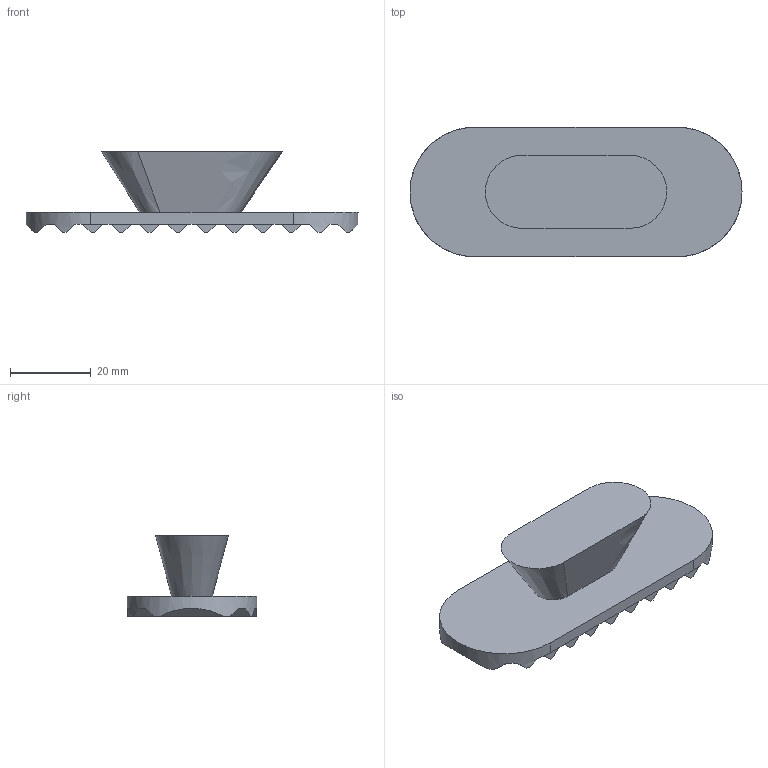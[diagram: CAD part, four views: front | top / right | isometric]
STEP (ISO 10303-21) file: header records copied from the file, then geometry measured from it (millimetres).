
FILE_DESCRIPTION(/* description */ (''),/* implementation_level */ '2;1');
FILE_NAME(/* name */ 'Cleat.step',/* time_stamp */ '2017-11-08T10:37:48+00:00',/* author */ (''),/* organization */ (''),/* preprocessor_version */ 'ST-DEVELOPER v16.13',/* originating_system */ 'Autodesk Translation Framework v6.5.0.72',/* authorisation */ '');
FILE_SCHEMA (('AUTOMOTIVE_DESIGN { 1 0 10303 214 3 1 1 }'));
Length unit declared in the file: millimetre
Products named in the file (1): Cleat
Bounding box: 82 x 32 x 20 mm (x, y, z)
Volume: 16105.5 mm3; surface area: 8032.4 mm2
Topology: 1 solids, 1 shells, 75 faces, 180 edges, 108 vertices
Faces by surface type: plane 71, bspline 2, cylinder 2
Entity records: 2932 total; most frequent: CARTESIAN_POINT 1150, ORIENTED_EDGE 360, DIRECTION 360, EDGE_CURVE 180, LINE 140, VECTOR 140, AXIS2_PLACEMENT_3D 110, VERTEX_POINT 108
